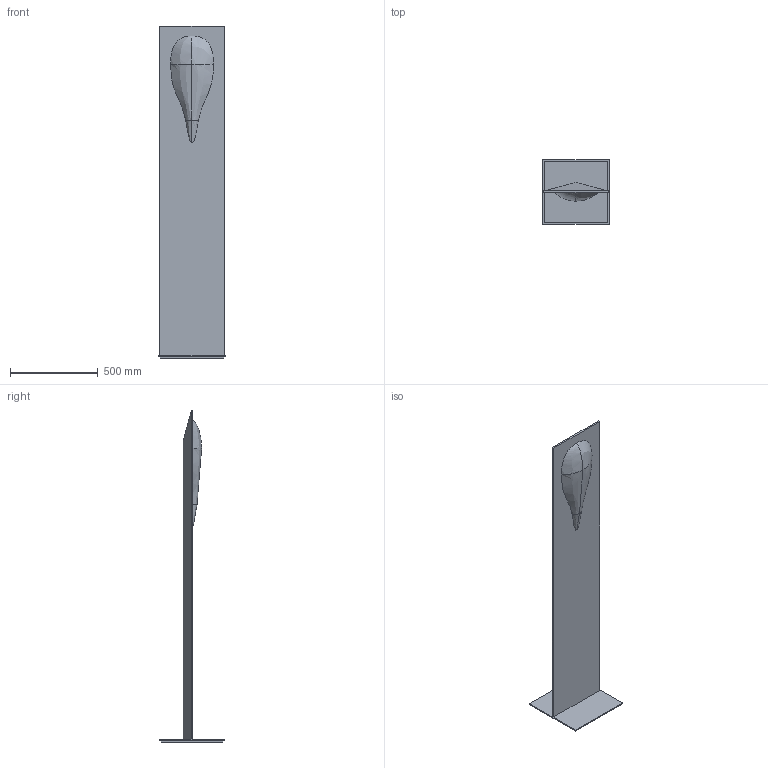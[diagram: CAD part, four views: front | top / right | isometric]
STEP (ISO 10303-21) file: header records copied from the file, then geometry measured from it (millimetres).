
FILE_DESCRIPTION(/* description */ (''),/* implementation_level */ '2;1');
FILE_NAME(/* name */ '280810 - loy-k',/* time_stamp */ '2014-07-31T17:46:32+02:00',/* author */ (''),/* organization */ (''),/* preprocessor_version */ 'ST-DEVELOPER v10',/* originating_system */ '',/* authorisation */ '');
FILE_SCHEMA (('CONFIG_CONTROL_DESIGN'));
Length unit declared in the file: millimetre
Products named in the file (1): 1
Bounding box: 380 x 370 x 1896 mm (x, y, z)
Volume: 9059600 mm3; surface area: 2786813.7 mm2
Topology: 3 solids, 5 shells, 30 faces, 69 edges, 41 vertices
Faces by surface type: plane 18, bspline 12
Entity records: 1372 total; most frequent: CARTESIAN_POINT 856, ORIENTED_EDGE 114, EDGE_CURVE 63, B_SPLINE_CURVE_WITH_KNOTS 45, VERTEX_POINT 41, ADVANCED_FACE 30, FACE_OUTER_BOUND 30, EDGE_LOOP 30
